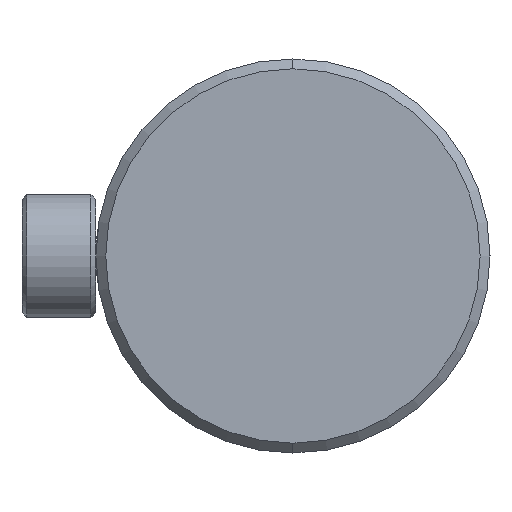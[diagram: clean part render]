
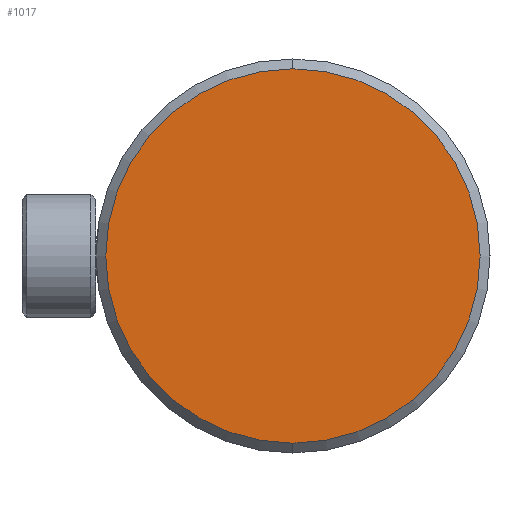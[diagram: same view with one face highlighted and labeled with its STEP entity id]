
A CAD part, left-side view. The second image highlights one B-rep face of the part: STEP entity #1017.
In plain terms, the highlighted planar face has unit normal (-1, 0, 0).
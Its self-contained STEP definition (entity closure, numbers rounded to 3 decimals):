
#24 = CIRCLE ( 'NONE', #942, 38. ) ;
#179 = CIRCLE ( 'NONE', #231, 38. ) ;
#231 = AXIS2_PLACEMENT_3D ( 'NONE', #451, #458, #987 ) ;
#262 = EDGE_CURVE ( 'NONE', #1991, #796, #24, .T. ) ;
#282 = PLANE ( 'NONE',  #3143 ) ;
#451 = CARTESIAN_POINT ( 'NONE',  ( -15., 0., 0. ) ) ;
#458 = DIRECTION ( 'NONE',  ( 1., 0., 0. ) ) ;
#569 = DIRECTION ( 'NONE',  ( 0., 0., 1. ) ) ;
#659 = DIRECTION ( 'NONE',  ( 0., 0., -1. ) ) ;
#728 = CARTESIAN_POINT ( 'NONE',  ( -15., 0., 0. ) ) ;
#796 = VERTEX_POINT ( 'NONE', #1122 ) ;
#830 = EDGE_CURVE ( 'NONE', #796, #1991, #179, .T. ) ;
#942 = AXIS2_PLACEMENT_3D ( 'NONE', #3133, #1455, #659 ) ;
#970 = CARTESIAN_POINT ( 'NONE',  ( -15., 0., 38. ) ) ;
#987 = DIRECTION ( 'NONE',  ( 0., 0., -1. ) ) ;
#1017 = ADVANCED_FACE ( 'NONE', ( #1650 ), #282, .T. ) ;
#1122 = CARTESIAN_POINT ( 'NONE',  ( -15., 0., -38. ) ) ;
#1182 = EDGE_LOOP ( 'NONE', ( #2339, #1914 ) ) ;
#1455 = DIRECTION ( 'NONE',  ( 1., 0., 0. ) ) ;
#1597 = DIRECTION ( 'NONE',  ( -1., 0., 0. ) ) ;
#1650 = FACE_OUTER_BOUND ( 'NONE', #1182, .T. ) ;
#1914 = ORIENTED_EDGE ( 'NONE', *, *, #262, .F. ) ;
#1991 = VERTEX_POINT ( 'NONE', #970 ) ;
#2339 = ORIENTED_EDGE ( 'NONE', *, *, #830, .F. ) ;
#3133 = CARTESIAN_POINT ( 'NONE',  ( -15., 0., 0. ) ) ;
#3143 = AXIS2_PLACEMENT_3D ( 'NONE', #728, #1597, #569 ) ;
